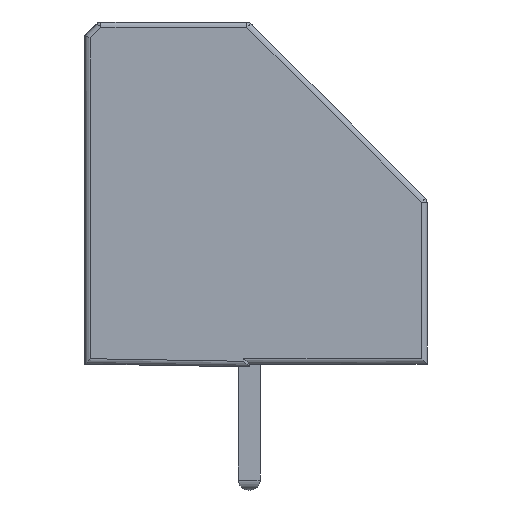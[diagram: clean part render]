
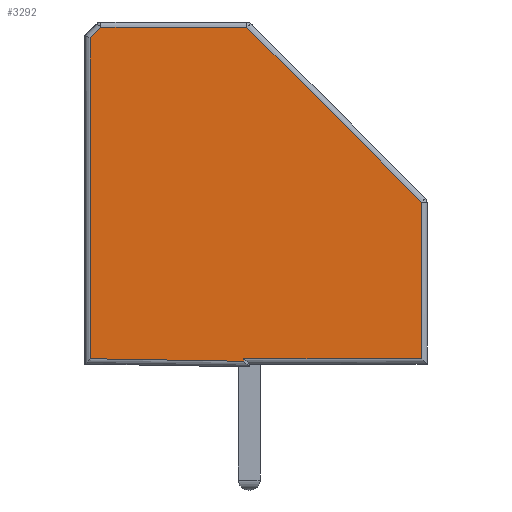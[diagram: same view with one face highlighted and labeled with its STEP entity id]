
A CAD part, left-side view. The second image highlights one B-rep face of the part: STEP entity #3292.
In plain terms, the highlighted planar face has unit normal (-1, 0, 0).
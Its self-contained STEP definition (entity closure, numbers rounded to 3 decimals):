
#13=DIRECTION('',(0.,0.,1.));
#28=VECTOR('',#13,1.);
#52=DIRECTION('',(0.,0.707,-0.707));
#79=DIRECTION('',(0.,-1.,0.));
#124=DIRECTION('',(0.,0.707,0.707));
#129=VECTOR('',#79,1.);
#156=VECTOR('',#124,1.);
#163=VECTOR('',#164,1.);
#164=DIRECTION('',(0.,1.,0.));
#171=VECTOR('',#52,1.);
#178=VECTOR('',#179,1.);
#179=DIRECTION('',(0.,0.,-1.));
#184=VECTOR('',#185,1.);
#185=DIRECTION('',(0.,-1.,-0.017));
#189=DIRECTION('',(-1.,0.,0.));
#190=DIRECTION('',(0.,-1.,0.));
#670=VERTEX_POINT('',#671);
#671=CARTESIAN_POINT('',(-2.5,-6.3,6.017));
#681=EDGE_CURVE('',#682,#670,#684,.T.);
#682=VERTEX_POINT('',#683);
#683=CARTESIAN_POINT('',(-2.5,-6.3,0.3));
#684=LINE('',#685,#28);
#685=CARTESIAN_POINT('',(-2.5,-6.3,0.1));
#1455=VERTEX_POINT('',#1456);
#1456=CARTESIAN_POINT('',(-2.5,0.2,0.3));
#1460=ORIENTED_EDGE('',*,*,#1461,.T.);
#1461=EDGE_CURVE('',#1455,#682,#1462,.T.);
#1462=LINE('',#1463,#129);
#1463=CARTESIAN_POINT('',(-2.5,0.,0.3));
#3292=ADVANCED_FACE('',(#3293),#3330,.T.);
#3293=FACE_BOUND('',#3294,.T.);
#3294=EDGE_LOOP('',(#3295,#3301,#3307,#3313,#3319,#3325,#1460,#3329));
#3295=ORIENTED_EDGE('',*,*,#3296,.T.);
#3296=EDGE_CURVE('',#670,#3297,#3299,.T.);
#3297=VERTEX_POINT('',#3298);
#3298=CARTESIAN_POINT('',(-2.5,0.083,12.4));
#3299=LINE('',#3300,#156);
#3300=CARTESIAN_POINT('',(-2.5,-6.359,5.959));
#3301=ORIENTED_EDGE('',*,*,#3302,.T.);
#3302=EDGE_CURVE('',#3297,#3303,#3305,.T.);
#3303=VERTEX_POINT('',#3304);
#3304=CARTESIAN_POINT('',(-2.5,5.417,12.4));
#3305=LINE('',#3306,#163);
#3306=CARTESIAN_POINT('',(-2.5,0.,12.4));
#3307=ORIENTED_EDGE('',*,*,#3308,.T.);
#3308=EDGE_CURVE('',#3303,#3309,#3311,.T.);
#3309=VERTEX_POINT('',#3310);
#3310=CARTESIAN_POINT('',(-2.5,5.8,12.017));
#3311=LINE('',#3312,#171);
#3312=CARTESIAN_POINT('',(-2.5,5.359,12.459));
#3313=ORIENTED_EDGE('',*,*,#3314,.T.);
#3314=EDGE_CURVE('',#3309,#3315,#3317,.T.);
#3315=VERTEX_POINT('',#3316);
#3316=CARTESIAN_POINT('',(-2.5,5.8,0.297));
#3317=LINE('',#3318,#178);
#3318=CARTESIAN_POINT('',(-2.5,5.8,12.1));
#3319=ORIENTED_EDGE('',*,*,#3320,.T.);
#3320=EDGE_CURVE('',#3315,#3321,#3323,.T.);
#3321=VERTEX_POINT('',#3322);
#3322=CARTESIAN_POINT('',(-2.5,0.2,0.203));
#3323=LINE('',#3324,#184);
#3324=CARTESIAN_POINT('',(-2.5,5.997,0.3));
#3325=ORIENTED_EDGE('',*,*,#3326,.T.);
#3326=EDGE_CURVE('',#3321,#1455,#3327,.T.);
#3327=LINE('',#3328,#28);
#3328=CARTESIAN_POINT('',(-2.5,0.2,0.));
#3329=ORIENTED_EDGE('',*,*,#681,.T.);
#3330=PLANE('',#3331);
#3331=AXIS2_PLACEMENT_3D('',#3332,#189,#190);
#3332=CARTESIAN_POINT('',(-2.5,0.417,5.581));
